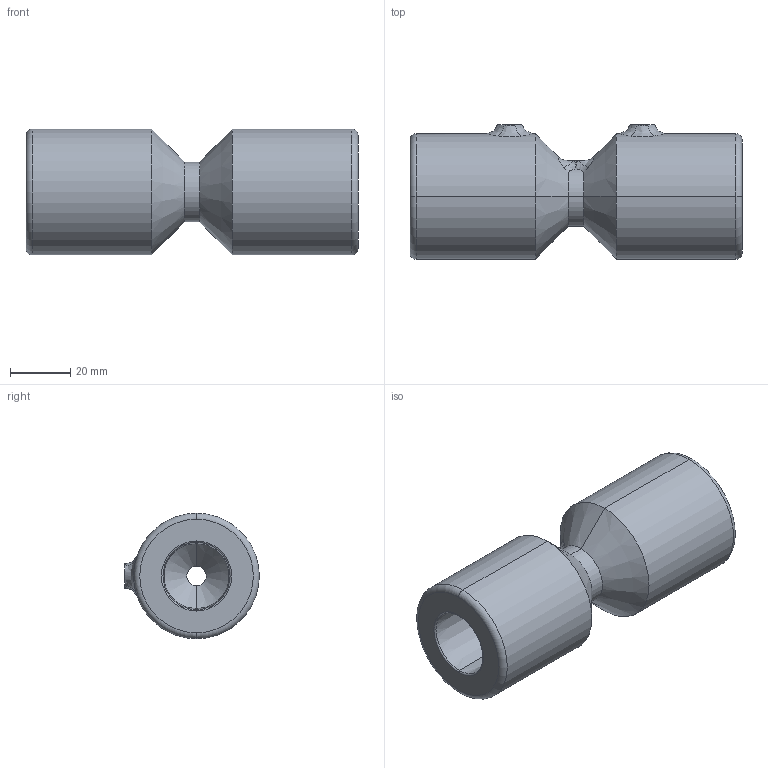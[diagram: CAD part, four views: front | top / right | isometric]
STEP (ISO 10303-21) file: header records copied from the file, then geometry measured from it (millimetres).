
FILE_DESCRIPTION (( 'STEP AP214' ), '1' );
FILE_NAME ('VEN-B30-D22.STEP', '2020-04-03T10:49:59', ( '' ), ( '' ), 'SwSTEP 2.0', 'SolidWorks 2019', '' );
FILE_SCHEMA (( 'AUTOMOTIVE_DESIGN' ));
Length unit declared in the file: millimetre
Products named in the file (1): VEN-B30-D22
Bounding box: 110.56 x 44.82 x 41.82 mm (x, y, z)
Volume: 88212.4 mm3; surface area: 29385.1 mm2
Topology: 1 solids, 1 shells, 148 faces, 358 edges, 205 vertices
Faces by surface type: cylinder 82, torus 32, bspline 14, cone 12, plane 8
Entity records: 6511 total; most frequent: CARTESIAN_POINT 3128, ORIENTED_EDGE 716, DIRECTION 671, EDGE_CURVE 358, AXIS2_PLACEMENT_3D 286, VERTEX_POINT 205, EDGE_LOOP 185, CIRCLE 151
